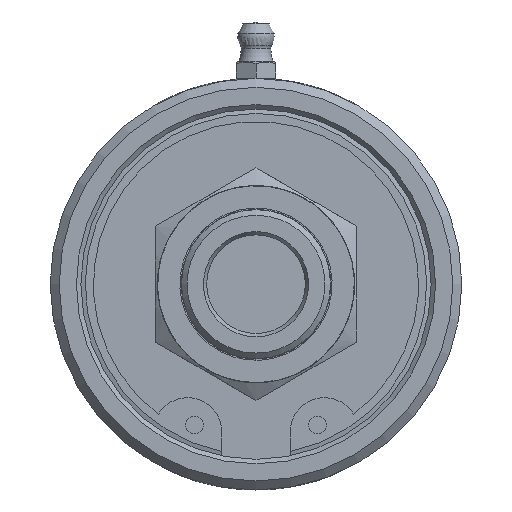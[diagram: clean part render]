
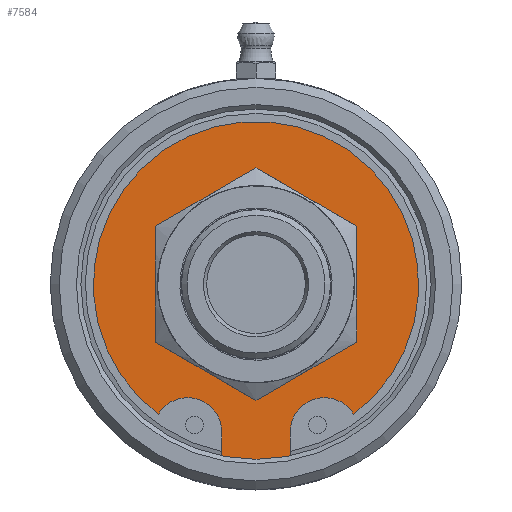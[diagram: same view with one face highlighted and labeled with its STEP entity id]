
A CAD part, left-side view. The second image highlights one B-rep face of the part: STEP entity #7584.
In plain terms, the highlighted planar face has unit normal (-1, 0, 0).
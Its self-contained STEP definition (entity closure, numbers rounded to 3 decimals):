
#721=LINE('',#17322,#1152);
#722=LINE('',#17329,#1153);
#1152=VECTOR('',#9966,10.);
#1153=VECTOR('',#9973,10.);
#1366=FACE_BOUND('',#2530,.T.);
#1367=FACE_BOUND('',#2531,.T.);
#2062=FACE_OUTER_BOUND('',#2529,.T.);
#2529=EDGE_LOOP('',(#6677));
#2530=EDGE_LOOP('',(#6678,#6679,#6680,#6681,#6682,#6683));
#2531=EDGE_LOOP('',(#6684,#6685));
#2748=CIRCLE('',#8264,33.45);
#2749=CIRCLE('',#8265,32.817);
#2750=CIRCLE('',#8266,6.066);
#2751=CIRCLE('',#8267,28.854);
#2752=CIRCLE('',#8268,6.066);
#2753=CIRCLE('',#8269,17.5);
#2754=CIRCLE('',#8270,17.5);
#3482=VERTEX_POINT('',#17316);
#3483=VERTEX_POINT('',#17318);
#3484=VERTEX_POINT('',#17319);
#3485=VERTEX_POINT('',#17321);
#3486=VERTEX_POINT('',#17323);
#3487=VERTEX_POINT('',#17325);
#3488=VERTEX_POINT('',#17327);
#3489=VERTEX_POINT('',#17330);
#3490=VERTEX_POINT('',#17331);
#4568=EDGE_CURVE('',#3482,#3482,#2748,.T.);
#4569=EDGE_CURVE('',#3483,#3484,#2749,.T.);
#4570=EDGE_CURVE('',#3485,#3483,#721,.T.);
#4571=EDGE_CURVE('',#3486,#3485,#2750,.T.);
#4572=EDGE_CURVE('',#3487,#3486,#2751,.T.);
#4573=EDGE_CURVE('',#3488,#3487,#2752,.T.);
#4574=EDGE_CURVE('',#3484,#3488,#722,.T.);
#4575=EDGE_CURVE('',#3489,#3490,#2753,.T.);
#4576=EDGE_CURVE('',#3490,#3489,#2754,.T.);
#6677=ORIENTED_EDGE('',*,*,#4568,.F.);
#6678=ORIENTED_EDGE('',*,*,#4569,.F.);
#6679=ORIENTED_EDGE('',*,*,#4570,.F.);
#6680=ORIENTED_EDGE('',*,*,#4571,.F.);
#6681=ORIENTED_EDGE('',*,*,#4572,.F.);
#6682=ORIENTED_EDGE('',*,*,#4573,.F.);
#6683=ORIENTED_EDGE('',*,*,#4574,.F.);
#6684=ORIENTED_EDGE('',*,*,#4575,.T.);
#6685=ORIENTED_EDGE('',*,*,#4576,.T.);
#7193=PLANE('',#8263);
#7584=ADVANCED_FACE('',(#2062,#1366,#1367),#7193,.T.);
#8263=AXIS2_PLACEMENT_3D('',#17315,#9960,#9961);
#8264=AXIS2_PLACEMENT_3D('',#17317,#9962,#9963);
#8265=AXIS2_PLACEMENT_3D('',#17320,#9964,#9965);
#8266=AXIS2_PLACEMENT_3D('',#17324,#9967,#9968);
#8267=AXIS2_PLACEMENT_3D('',#17326,#9969,#9970);
#8268=AXIS2_PLACEMENT_3D('',#17328,#9971,#9972);
#8269=AXIS2_PLACEMENT_3D('',#17332,#9974,#9975);
#8270=AXIS2_PLACEMENT_3D('',#17333,#9976,#9977);
#9960=DIRECTION('center_axis',(-1.,0.,0.));
#9961=DIRECTION('ref_axis',(0.,0.,1.));
#9962=DIRECTION('center_axis',(1.,0.,0.));
#9963=DIRECTION('ref_axis',(0.,0.,1.));
#9964=DIRECTION('center_axis',(-1.,0.,0.));
#9965=DIRECTION('ref_axis',(0.,-0.185,-0.983));
#9966=DIRECTION('',(0.,0.,-1.));
#9967=DIRECTION('center_axis',(-1.,0.,0.));
#9968=DIRECTION('ref_axis',(0.,-0.858,0.514));
#9969=DIRECTION('center_axis',(1.,0.,0.));
#9970=DIRECTION('ref_axis',(0.,0.601,0.799));
#9971=DIRECTION('center_axis',(-1.,0.,0.));
#9972=DIRECTION('ref_axis',(0.,-1.,0.));
#9973=DIRECTION('',(0.,0.,1.));
#9974=DIRECTION('center_axis',(1.,0.,0.));
#9975=DIRECTION('ref_axis',(0.,0.,1.));
#9976=DIRECTION('center_axis',(1.,0.,0.));
#9977=DIRECTION('ref_axis',(0.,0.,1.));
#17315=CARTESIAN_POINT('Origin',(38.6,0.,8.75));
#17316=CARTESIAN_POINT('',(38.6,0.,-33.45));
#17317=CARTESIAN_POINT('Origin',(38.6,0.,0.));
#17318=CARTESIAN_POINT('',(38.6,-6.066,-32.251));
#17319=CARTESIAN_POINT('',(38.6,6.066,-32.251));
#17320=CARTESIAN_POINT('Origin',(38.6,0.,0.));
#17321=CARTESIAN_POINT('',(38.6,-6.066,-26.186));
#17322=CARTESIAN_POINT('',(38.6,-6.066,-26.186));
#17323=CARTESIAN_POINT('',(38.6,-17.334,-23.068));
#17324=CARTESIAN_POINT('Origin',(38.6,-12.131,-26.186));
#17325=CARTESIAN_POINT('',(38.6,17.334,-23.068));
#17326=CARTESIAN_POINT('Origin',(38.6,0.,0.));
#17327=CARTESIAN_POINT('',(38.6,6.066,-26.186));
#17328=CARTESIAN_POINT('Origin',(38.6,12.131,-26.186));
#17329=CARTESIAN_POINT('',(38.6,6.066,-32.251));
#17330=CARTESIAN_POINT('',(38.6,0.,17.5));
#17331=CARTESIAN_POINT('',(38.6,0.,-17.5));
#17332=CARTESIAN_POINT('Origin',(38.6,0.,0.));
#17333=CARTESIAN_POINT('Origin',(38.6,0.,0.));
